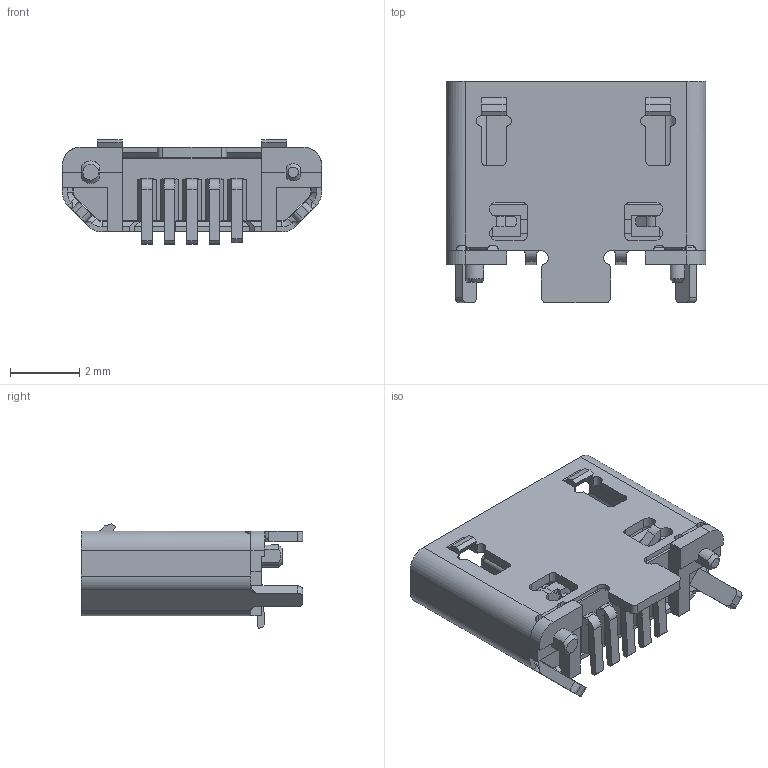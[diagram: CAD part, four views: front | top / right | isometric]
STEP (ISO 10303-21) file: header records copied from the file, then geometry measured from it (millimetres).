
FILE_DESCRIPTION( ( 'STEP AP203' ), '1' );
FILE_NAME( 'USB3160-30-0120-0-C.stp', '2019-08-18T04:55:00', ( '' ), ( '' ), ' ', 'PARTsolutions', ' ' );
FILE_SCHEMA( ( 'CONFIG_CONTROL_DESIGN' ) );
Length unit declared in the file: millimetre
Products named in the file (3): USB3160-30-0120-0-C; ÊäÈë1; ÇÐ³ý-À­Éì4
Assembly tree (2 placements, depth 2):
  USB3160-30-0120-0-C
    ÊäÈë1
    ÇÐ³ý-À­Éì4
Bounding box: 7.5 x 6.4 x 3.01 mm (x, y, z)
Volume: 45.4 mm3; surface area: 302.3 mm2
Topology: 2 solids, 2 shells, 680 faces, 1860 edges, 1192 vertices
Faces by surface type: plane 476, cylinder 162, cone 26, bspline 14, sphere 2
Entity records: 21880 total; most frequent: CARTESIAN_POINT 4642, ORIENTED_EDGE 3708, DIRECTION 3398, EDGE_CURVE 1854, LINE 1416, VECTOR 1416, VERTEX_POINT 1190, AXIS2_PLACEMENT_3D 991
